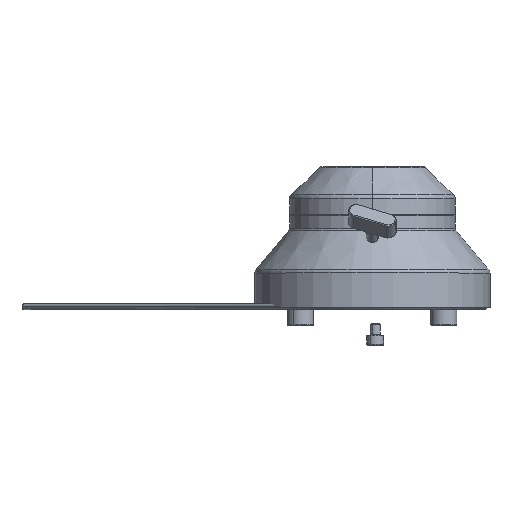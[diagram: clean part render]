
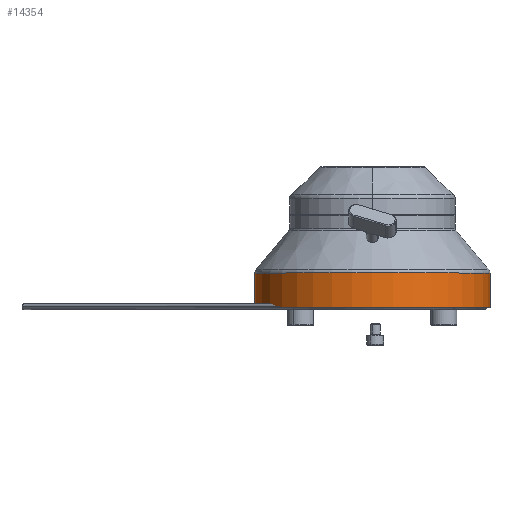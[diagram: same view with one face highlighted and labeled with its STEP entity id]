
A CAD part, top view. The second image highlights one B-rep face of the part: STEP entity #14354.
In plain terms, the highlighted cylindrical face has radius 59 mm (diameter 118 mm), a partial arc.
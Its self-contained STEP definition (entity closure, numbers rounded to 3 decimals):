
#9951 = CARTESIAN_POINT ( 'NONE',  ( -59., 0., -0.2 ) ) ;
#9952 = DIRECTION ( 'NONE',  ( -1., 0., 0. ) ) ;
#9953 = DIRECTION ( 'NONE',  ( 0., 0., -1. ) ) ;
#9954 = CARTESIAN_POINT ( 'NONE',  ( 0., 0., -0.2 ) ) ;
#9955 = AXIS2_PLACEMENT_3D ( 'NONE', #9954, #9953, #9952 ) ;
#9961 = CIRCLE ( 'NONE', #9955, 59. ) ;
#10004 = CARTESIAN_POINT ( 'NONE',  ( 59., 0., -0.2 ) ) ;
#10821 = EDGE_CURVE ( 'NONE', #10886, #11181, #9961, .T. ) ;
#10886 = VERTEX_POINT ( 'NONE', #9951 ) ;
#11181 = VERTEX_POINT ( 'NONE', #10004 ) ;
#12008 = CARTESIAN_POINT ( 'NONE',  ( -59., 0., -17.406 ) ) ;
#12038 = DIRECTION ( 'NONE',  ( -1., 0., 0. ) ) ;
#12039 = DIRECTION ( 'NONE',  ( 0., 0., -1. ) ) ;
#12040 = CARTESIAN_POINT ( 'NONE',  ( 0., 0., -62.093 ) ) ;
#12041 = AXIS2_PLACEMENT_3D ( 'NONE', #12040, #12039, #12038 ) ;
#12043 = CYLINDRICAL_SURFACE ( 'NONE', #12041, 59. ) ;
#12044 = FACE_OUTER_BOUND ( 'NONE', #14340, .T. ) ;
#12056 = CARTESIAN_POINT ( 'NONE',  ( 59., 0., -17.406 ) ) ;
#12057 = DIRECTION ( 'NONE',  ( 0., 0., -1. ) ) ;
#12058 = VECTOR ( 'NONE', #12057, 1000. ) ;
#12059 = CARTESIAN_POINT ( 'NONE',  ( 59., 0., -62.093 ) ) ;
#12060 = DIRECTION ( 'NONE',  ( -1., 0., 0. ) ) ;
#12061 = DIRECTION ( 'NONE',  ( 0., 0., -1. ) ) ;
#12062 = CARTESIAN_POINT ( 'NONE',  ( 0., 0., -17.406 ) ) ;
#12063 = AXIS2_PLACEMENT_3D ( 'NONE', #12062, #12061, #12060 ) ;
#12064 = CIRCLE ( 'NONE', #12063, 59. ) ;
#12065 = LINE ( 'NONE', #12059, #12058 ) ;
#12107 = DIRECTION ( 'NONE',  ( 0., 0., -1. ) ) ;
#12108 = VECTOR ( 'NONE', #12107, 1000. ) ;
#12109 = CARTESIAN_POINT ( 'NONE',  ( -59., 0., -62.093 ) ) ;
#12110 = LINE ( 'NONE', #12109, #12108 ) ;
#14339 = VERTEX_POINT ( 'NONE', #12008 ) ;
#14340 = EDGE_LOOP ( 'NONE', ( #14346, #14342, #14344, #14386 ) ) ;
#14341 = EDGE_CURVE ( 'NONE', #14339, #14345, #12064, .T. ) ;
#14342 = ORIENTED_EDGE ( 'NONE', *, *, #14343, .T. ) ;
#14343 = EDGE_CURVE ( 'NONE', #11181, #14345, #12065, .T. ) ;
#14344 = ORIENTED_EDGE ( 'NONE', *, *, #14341, .F. ) ;
#14345 = VERTEX_POINT ( 'NONE', #12056 ) ;
#14346 = ORIENTED_EDGE ( 'NONE', *, *, #10821, .T. ) ;
#14354 = ADVANCED_FACE ( 'NONE', ( #12044 ), #12043, .T. ) ;
#14385 = EDGE_CURVE ( 'NONE', #10886, #14339, #12110, .T. ) ;
#14386 = ORIENTED_EDGE ( 'NONE', *, *, #14385, .F. ) ;
